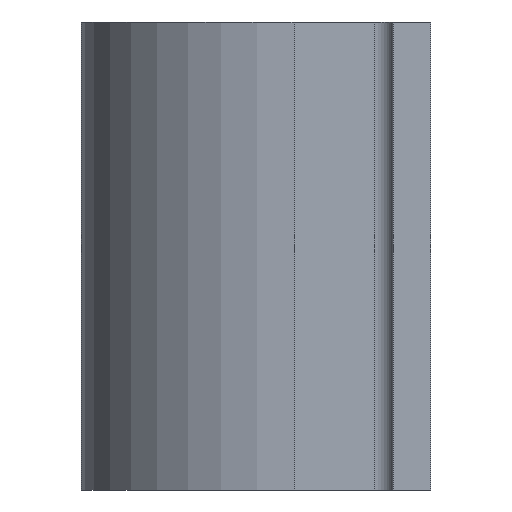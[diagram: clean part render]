
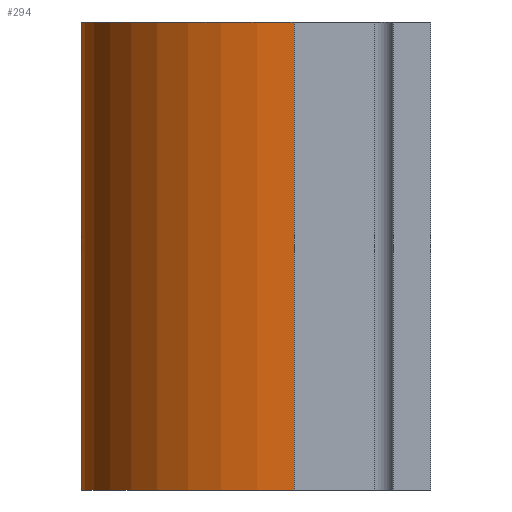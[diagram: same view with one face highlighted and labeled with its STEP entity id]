
A CAD part, left-side view. The second image highlights one B-rep face of the part: STEP entity #294.
In plain terms, the highlighted cylindrical face has radius 8.661 mm (diameter 17.323 mm), a partial arc.
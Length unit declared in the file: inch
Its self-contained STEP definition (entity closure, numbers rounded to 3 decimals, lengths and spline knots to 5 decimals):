
#5 = CARTESIAN_POINT ( 'NONE',  ( 1.466, 0.219, 0.375 ) ) ;
#16 = EDGE_CURVE ( 'NONE', #278, #142, #90, .T. ) ;
#21 = DIRECTION ( 'NONE',  ( 1., 0., 0. ) ) ;
#28 = DIRECTION ( 'NONE',  ( 0., 0., -1. ) ) ;
#37 = DIRECTION ( 'NONE',  ( 0., 0., -1. ) ) ;
#44 = AXIS2_PLACEMENT_3D ( 'NONE', #513, #37, #21 ) ;
#90 = LINE ( 'NONE', #5, #520 ) ;
#125 = EDGE_CURVE ( 'NONE', #507, #142, #235, .T. ) ;
#131 = CARTESIAN_POINT ( 'NONE',  ( 1.125, 0.219, 0.375 ) ) ;
#142 = VERTEX_POINT ( 'NONE', #186 ) ;
#177 = DIRECTION ( 'NONE',  ( 0., 0., -1. ) ) ;
#186 = CARTESIAN_POINT ( 'NONE',  ( 1.466, 0.219, -0.375 ) ) ;
#188 = EDGE_CURVE ( 'NONE', #210, #507, #531, .T. ) ;
#210 = VERTEX_POINT ( 'NONE', #415 ) ;
#216 = DIRECTION ( 'NONE',  ( 1., 0., 0. ) ) ;
#224 = AXIS2_PLACEMENT_3D ( 'NONE', #131, #177, #478 ) ;
#235 = CIRCLE ( 'NONE', #44, 0.341 ) ;
#266 = CYLINDRICAL_SURFACE ( 'NONE', #224, 0.341 ) ;
#278 = VERTEX_POINT ( 'NONE', #461 ) ;
#292 = CARTESIAN_POINT ( 'NONE',  ( 0.784, 0.219, 0.375 ) ) ;
#294 = ADVANCED_FACE ( 'NONE', ( #498 ), #266, .T. ) ;
#329 = EDGE_LOOP ( 'NONE', ( #385, #416, #447, #422 ) ) ;
#334 = CARTESIAN_POINT ( 'NONE',  ( 1.125, 0.219, 0.375 ) ) ;
#336 = AXIS2_PLACEMENT_3D ( 'NONE', #334, #424, #216 ) ;
#346 = DIRECTION ( 'NONE',  ( 0., 0., -1. ) ) ;
#352 = CARTESIAN_POINT ( 'NONE',  ( 0.784, 0.219, -0.375 ) ) ;
#385 = ORIENTED_EDGE ( 'NONE', *, *, #125, .F. ) ;
#404 = EDGE_CURVE ( 'NONE', #210, #278, #460, .T. ) ;
#415 = CARTESIAN_POINT ( 'NONE',  ( 0.784, 0.219, 0.375 ) ) ;
#416 = ORIENTED_EDGE ( 'NONE', *, *, #188, .F. ) ;
#419 = VECTOR ( 'NONE', #28, 39.37008 ) ;
#422 = ORIENTED_EDGE ( 'NONE', *, *, #16, .T. ) ;
#424 = DIRECTION ( 'NONE',  ( 0., 0., -1. ) ) ;
#447 = ORIENTED_EDGE ( 'NONE', *, *, #404, .T. ) ;
#460 = CIRCLE ( 'NONE', #336, 0.341 ) ;
#461 = CARTESIAN_POINT ( 'NONE',  ( 1.466, 0.219, 0.375 ) ) ;
#478 = DIRECTION ( 'NONE',  ( -1., 0., 0. ) ) ;
#498 = FACE_OUTER_BOUND ( 'NONE', #329, .T. ) ;
#507 = VERTEX_POINT ( 'NONE', #352 ) ;
#513 = CARTESIAN_POINT ( 'NONE',  ( 1.125, 0.219, -0.375 ) ) ;
#520 = VECTOR ( 'NONE', #346, 39.37008 ) ;
#531 = LINE ( 'NONE', #292, #419 ) ;
